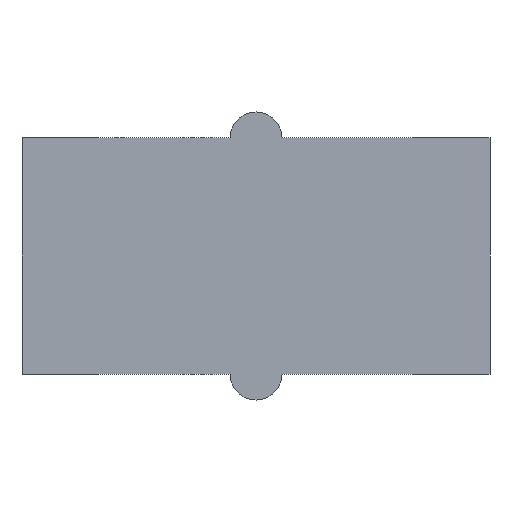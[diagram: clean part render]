
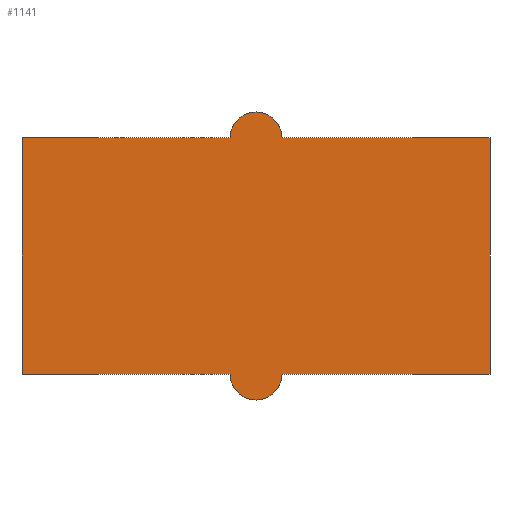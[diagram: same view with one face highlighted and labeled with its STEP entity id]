
A CAD part, front view. The second image highlights one B-rep face of the part: STEP entity #1141.
In plain terms, the highlighted planar face has unit normal (0, -1, 0).
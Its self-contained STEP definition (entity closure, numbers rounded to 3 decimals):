
#40 = DIRECTION ( 'NONE',  ( 1., 0., 0. ) ) ;
#53 = EDGE_CURVE ( 'NONE', #624, #888, #1277, .T. ) ;
#62 = LINE ( 'NONE', #797, #1040 ) ;
#71 = VERTEX_POINT ( 'NONE', #1386 ) ;
#195 = ORIENTED_EDGE ( 'NONE', *, *, #202, .F. ) ;
#202 = EDGE_CURVE ( 'NONE', #888, #1348, #62, .T. ) ;
#215 = AXIS2_PLACEMENT_3D ( 'NONE', #979, #1483, #837 ) ;
#242 = CARTESIAN_POINT ( 'NONE',  ( 108., 0., -54.5 ) ) ;
#243 = CARTESIAN_POINT ( 'NONE',  ( 54., 0., -54.5 ) ) ;
#253 = DIRECTION ( 'NONE',  ( 0., 0., -1. ) ) ;
#257 = VECTOR ( 'NONE', #1318, 1000. ) ;
#356 = PLANE ( 'NONE',  #1536 ) ;
#361 = VERTEX_POINT ( 'NONE', #1313 ) ;
#382 = DIRECTION ( 'NONE',  ( 0., -1., 0. ) ) ;
#385 = EDGE_CURVE ( 'NONE', #419, #624, #960, .T. ) ;
#388 = ORIENTED_EDGE ( 'NONE', *, *, #1139, .T. ) ;
#393 = CARTESIAN_POINT ( 'NONE',  ( 48., 0., 0. ) ) ;
#419 = VERTEX_POINT ( 'NONE', #433 ) ;
#433 = CARTESIAN_POINT ( 'NONE',  ( 48., 0., -54.5 ) ) ;
#564 = ORIENTED_EDGE ( 'NONE', *, *, #1424, .T. ) ;
#599 = DIRECTION ( 'NONE',  ( -1., 0., 0. ) ) ;
#602 = EDGE_CURVE ( 'NONE', #728, #71, #1084, .T. ) ;
#618 = CARTESIAN_POINT ( 'NONE',  ( 54., 0., 0. ) ) ;
#624 = VERTEX_POINT ( 'NONE', #1341 ) ;
#688 = LINE ( 'NONE', #1185, #1176 ) ;
#728 = VERTEX_POINT ( 'NONE', #242 ) ;
#779 = ORIENTED_EDGE ( 'NONE', *, *, #1414, .T. ) ;
#797 = CARTESIAN_POINT ( 'NONE',  ( 0., 0., 0. ) ) ;
#837 = DIRECTION ( 'NONE',  ( 0., 0., -1. ) ) ;
#843 = DIRECTION ( 'NONE',  ( 0., -1., 0. ) ) ;
#874 = LINE ( 'NONE', #1363, #1565 ) ;
#876 = VERTEX_POINT ( 'NONE', #1411 ) ;
#877 = ORIENTED_EDGE ( 'NONE', *, *, #1038, .F. ) ;
#887 = DIRECTION ( 'NONE',  ( 0., 0., 1. ) ) ;
#888 = VERTEX_POINT ( 'NONE', #904 ) ;
#897 = CARTESIAN_POINT ( 'NONE',  ( 108., 0., 0. ) ) ;
#904 = CARTESIAN_POINT ( 'NONE',  ( 0., 0., 0. ) ) ;
#936 = VERTEX_POINT ( 'NONE', #897 ) ;
#960 = LINE ( 'NONE', #1572, #257 ) ;
#976 = FACE_OUTER_BOUND ( 'NONE', #1560, .T. ) ;
#979 = CARTESIAN_POINT ( 'NONE',  ( 54., 0., -54.5 ) ) ;
#999 = ORIENTED_EDGE ( 'NONE', *, *, #53, .F. ) ;
#1006 = CARTESIAN_POINT ( 'NONE',  ( 0., 0., 0. ) ) ;
#1034 = VECTOR ( 'NONE', #887, 1000. ) ;
#1038 = EDGE_CURVE ( 'NONE', #361, #936, #688, .T. ) ;
#1040 = VECTOR ( 'NONE', #40, 1000. ) ;
#1058 = ORIENTED_EDGE ( 'NONE', *, *, #385, .F. ) ;
#1084 = LINE ( 'NONE', #1226, #1372 ) ;
#1087 = CIRCLE ( 'NONE', #1505, 6. ) ;
#1139 = EDGE_CURVE ( 'NONE', #361, #1348, #1588, .T. ) ;
#1141 = ADVANCED_FACE ( 'NONE', ( #976 ), #356, .T. ) ;
#1176 = VECTOR ( 'NONE', #1574, 1000. ) ;
#1185 = CARTESIAN_POINT ( 'NONE',  ( 0., 0., 0. ) ) ;
#1216 = ORIENTED_EDGE ( 'NONE', *, *, #602, .F. ) ;
#1223 = DIRECTION ( 'NONE',  ( 0., -1., 0. ) ) ;
#1226 = CARTESIAN_POINT ( 'NONE',  ( 0., 0., -54.5 ) ) ;
#1227 = CARTESIAN_POINT ( 'NONE',  ( 0., 0., 0. ) ) ;
#1238 = DIRECTION ( 'NONE',  ( 0., 0., -1. ) ) ;
#1277 = LINE ( 'NONE', #1006, #1034 ) ;
#1278 = ORIENTED_EDGE ( 'NONE', *, *, #1476, .F. ) ;
#1313 = CARTESIAN_POINT ( 'NONE',  ( 60., 0., 0. ) ) ;
#1318 = DIRECTION ( 'NONE',  ( -1., 0., 0. ) ) ;
#1341 = CARTESIAN_POINT ( 'NONE',  ( 0., 0., -54.5 ) ) ;
#1348 = VERTEX_POINT ( 'NONE', #393 ) ;
#1360 = DIRECTION ( 'NONE',  ( 0., 0., -1. ) ) ;
#1363 = CARTESIAN_POINT ( 'NONE',  ( 108., 0., 0. ) ) ;
#1372 = VECTOR ( 'NONE', #599, 1000. ) ;
#1384 = AXIS2_PLACEMENT_3D ( 'NONE', #618, #843, #1480 ) ;
#1386 = CARTESIAN_POINT ( 'NONE',  ( 60., 0., -54.5 ) ) ;
#1411 = CARTESIAN_POINT ( 'NONE',  ( 54., 0., -60.5 ) ) ;
#1414 = EDGE_CURVE ( 'NONE', #419, #876, #1087, .T. ) ;
#1424 = EDGE_CURVE ( 'NONE', #876, #71, #1489, .T. ) ;
#1476 = EDGE_CURVE ( 'NONE', #936, #728, #874, .T. ) ;
#1480 = DIRECTION ( 'NONE',  ( 0., 0., -1. ) ) ;
#1483 = DIRECTION ( 'NONE',  ( 0., -1., 0. ) ) ;
#1489 = CIRCLE ( 'NONE', #215, 6. ) ;
#1505 = AXIS2_PLACEMENT_3D ( 'NONE', #243, #1223, #1238 ) ;
#1536 = AXIS2_PLACEMENT_3D ( 'NONE', #1227, #382, #1360 ) ;
#1560 = EDGE_LOOP ( 'NONE', ( #999, #1058, #779, #564, #1216, #1278, #877, #388, #195 ) ) ;
#1565 = VECTOR ( 'NONE', #253, 1000. ) ;
#1572 = CARTESIAN_POINT ( 'NONE',  ( 0., 0., -54.5 ) ) ;
#1574 = DIRECTION ( 'NONE',  ( 1., 0., 0. ) ) ;
#1588 = CIRCLE ( 'NONE', #1384, 6. ) ;
